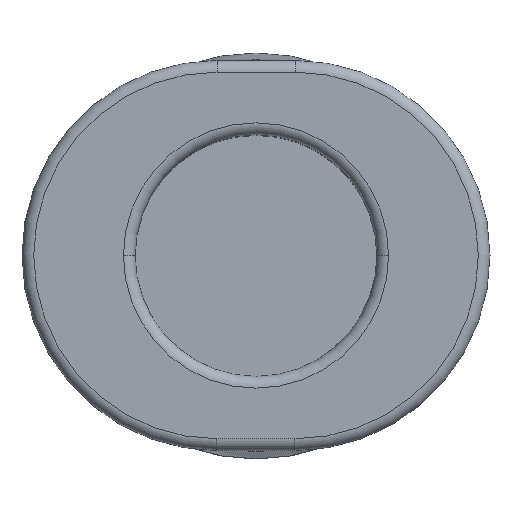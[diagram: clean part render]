
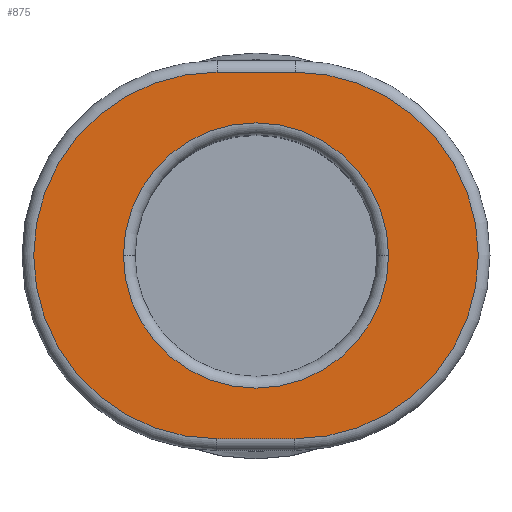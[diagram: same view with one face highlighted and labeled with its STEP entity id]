
A CAD part, top view. The second image highlights one B-rep face of the part: STEP entity #875.
In plain terms, the highlighted face is planar.
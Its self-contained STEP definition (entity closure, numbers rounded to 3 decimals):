
#492=CARTESIAN_POINT('',(3.4,-6.35,0.));
#493=VERTEX_POINT('',#492);
#501=CARTESIAN_POINT('',(-3.4,-6.35,0.));
#502=VERTEX_POINT('',#501);
#503=CARTESIAN_POINT('',(0.0,-6.35,0.));
#504=DIRECTION('',(0.0,-1.0,0.0));
#505=DIRECTION('',(1.0,0.0,0.0));
#506=AXIS2_PLACEMENT_3D('',#503,#504,#505);
#507=CIRCLE('',#506,3.4);
#508=EDGE_CURVE('',#493,#502,#507,.T.);
#671=CARTESIAN_POINT('',(1.,-6.35,4.7));
#672=VERTEX_POINT('',#671);
#673=CARTESIAN_POINT('',(1.0,-6.35,-4.7));
#674=VERTEX_POINT('',#673);
#675=CARTESIAN_POINT('',(1.0,-6.35,0.));
#676=DIRECTION('',(0.,1.0,0.));
#677=DIRECTION('',(1.0,0.,0.));
#678=AXIS2_PLACEMENT_3D('',#675,#676,#677);
#679=CIRCLE('',#678,4.7);
#680=EDGE_CURVE('',#672,#674,#679,.T.);
#715=CARTESIAN_POINT('',(-1.0,-6.35,-4.7));
#716=VERTEX_POINT('',#715);
#717=CARTESIAN_POINT('',(1.0,-6.35,-4.7));
#718=DIRECTION('',(-1.0,0.0,0.0));
#719=VECTOR('',#718,2.0);
#720=LINE('',#717,#719);
#721=EDGE_CURVE('',#674,#716,#720,.T.);
#755=CARTESIAN_POINT('',(-1.,-6.35,4.7));
#756=VERTEX_POINT('',#755);
#764=CARTESIAN_POINT('',(-1.,-6.35,4.7));
#765=DIRECTION('',(1.0,0.0,0.0));
#766=VECTOR('',#765,2.);
#767=LINE('',#764,#766);
#768=EDGE_CURVE('',#756,#672,#767,.T.);
#779=CARTESIAN_POINT('',(-1.0,-6.35,0.));
#780=DIRECTION('',(0.0,1.0,0.0));
#781=DIRECTION('',(-1.0,0.0,0.0));
#782=AXIS2_PLACEMENT_3D('',#779,#780,#781);
#783=CIRCLE('',#782,4.7);
#784=EDGE_CURVE('',#716,#756,#783,.T.);
#854=CARTESIAN_POINT('',(0.,-6.35,0.));
#855=DIRECTION('',(0.0,1.0,0.0));
#856=DIRECTION('',(1.0,0.0,0.0));
#857=AXIS2_PLACEMENT_3D('',#854,#855,#856);
#858=PLANE('',#857);
#859=ORIENTED_EDGE('',*,*,#680,.F.);
#860=ORIENTED_EDGE('',*,*,#768,.F.);
#861=ORIENTED_EDGE('',*,*,#784,.F.);
#862=ORIENTED_EDGE('',*,*,#721,.F.);
#863=EDGE_LOOP('',(#859,#860,#861,#862));
#864=FACE_OUTER_BOUND('',#863,.T.);
#865=CARTESIAN_POINT('',(0.0,-6.35,0.));
#866=DIRECTION('',(0.0,-1.0,0.0));
#867=DIRECTION('',(1.0,0.0,0.0));
#868=AXIS2_PLACEMENT_3D('',#865,#866,#867);
#869=CIRCLE('',#868,3.4);
#870=EDGE_CURVE('',#502,#493,#869,.T.);
#871=ORIENTED_EDGE('',*,*,#870,.F.);
#872=ORIENTED_EDGE('',*,*,#508,.F.);
#873=EDGE_LOOP('',(#871,#872));
#874=FACE_BOUND('',#873,.T.);
#875=ADVANCED_FACE('',(#864,#874),#858,.F.);
